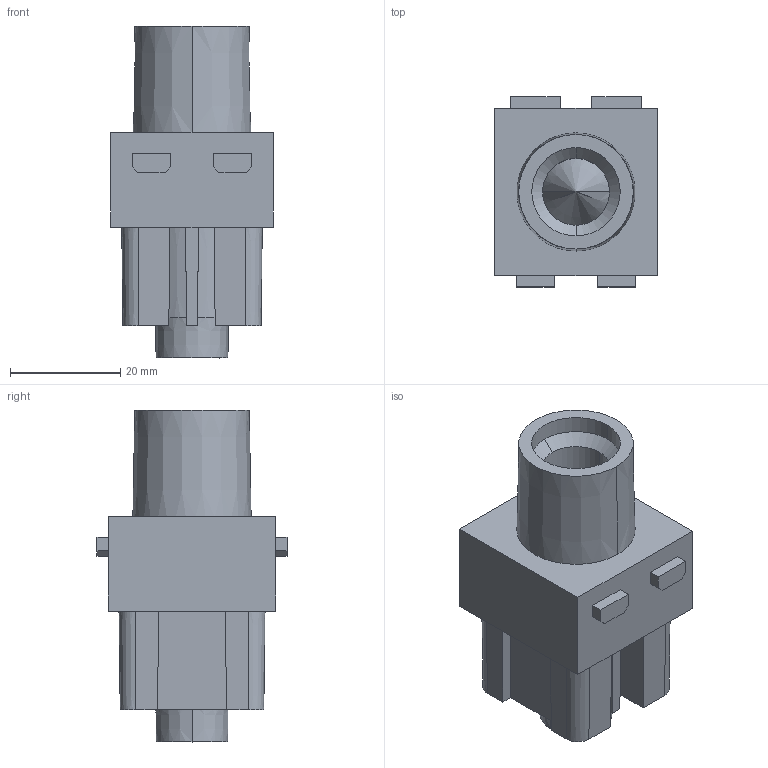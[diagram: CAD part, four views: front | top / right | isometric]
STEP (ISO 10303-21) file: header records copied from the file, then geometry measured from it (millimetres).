
FILE_DESCRIPTION(('CATIA V5 STEP Exchange','CAx-IF Rec.Pracs.--- Model Styling and Organization---1.4--- 2014-01-23'),'2;1');
FILE_NAME ('1255362-1_1', '2021-01-27T06:19:22+00:00', ('none'), ('Weidmueller'), 'CATIA Version 5-6 Release 2016 SP3 HF44', 'CATIA V5 STEP AP214', 'none');
FILE_SCHEMA(('AUTOMOTIVE_DESIGN { 1 0 10303 214 1 1 1 1 }'));
Length unit declared in the file: millimetre
Products named in the file (1): 2748250000
Bounding box: 29.35 x 34.4 x 60.1 mm (x, y, z)
Volume: 25060.4 mm3; surface area: 14222.2 mm2
Topology: 2 solids, 2 shells, 133 faces, 356 edges, 234 vertices
Faces by surface type: plane 93, cone 22, cylinder 18
Entity records: 4247 total; most frequent: CARTESIAN_POINT 1098, ORIENTED_EDGE 704, DIRECTION 522, EDGE_CURVE 352, VECTOR 248, LINE 248, VERTEX_POINT 234, AXIS2_PLACEMENT_3D 163
